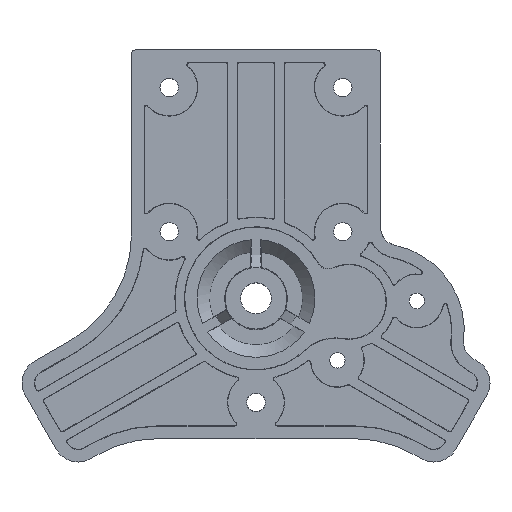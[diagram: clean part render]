
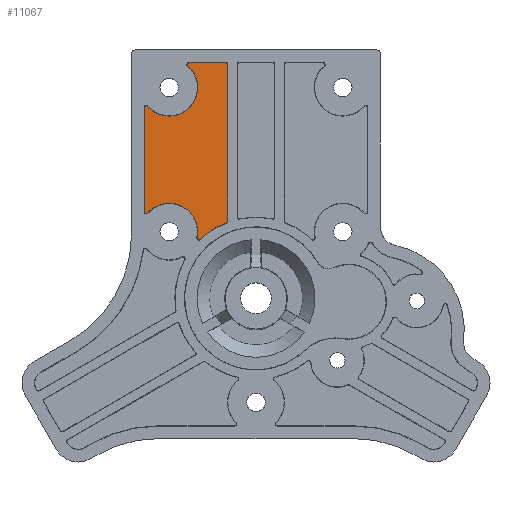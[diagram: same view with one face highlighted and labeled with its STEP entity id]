
A CAD part, top view. The second image highlights one B-rep face of the part: STEP entity #11067.
In plain terms, the highlighted planar face has unit normal (0, 0, 1).
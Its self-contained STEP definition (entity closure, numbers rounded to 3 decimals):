
#412=PLANE('',#12159);
#787=FACE_OUTER_BOUND('',#1434,.T.);
#1434=EDGE_LOOP('',(#8375,#8376,#8377,#8378,#8379,#8380,#8381,#8382,#8383,
#8384,#8385,#8386));
#2165=LINE('',#18344,#3023);
#2166=LINE('',#18346,#3024);
#2171=LINE('',#18363,#3029);
#3023=VECTOR('',#14572,1000.);
#3024=VECTOR('',#14575,1000.);
#3029=VECTOR('',#14598,1000.);
#3813=CIRCLE('',#11902,0.3);
#3816=CIRCLE('',#11906,0.3);
#3820=CIRCLE('',#11912,0.3);
#3852=CIRCLE('',#11960,0.3);
#3860=CIRCLE('',#11972,0.3);
#3882=CIRCLE('',#12005,0.3);
#4008=CIRCLE('',#12160,4.6);
#4009=CIRCLE('',#12161,13.1);
#4010=CIRCLE('',#12162,4.6);
#4698=VERTEX_POINT('',#17650);
#4699=VERTEX_POINT('',#17651);
#4704=VERTEX_POINT('',#17662);
#4705=VERTEX_POINT('',#17664);
#4712=VERTEX_POINT('',#17680);
#4713=VERTEX_POINT('',#17682);
#4781=VERTEX_POINT('',#17869);
#4782=VERTEX_POINT('',#17871);
#4797=VERTEX_POINT('',#17905);
#4798=VERTEX_POINT('',#17907);
#4841=VERTEX_POINT('',#18004);
#4842=VERTEX_POINT('',#18006);
#5958=EDGE_CURVE('',#4698,#4699,#3813,.T.);
#5964=EDGE_CURVE('',#4705,#4704,#3816,.T.);
#5972=EDGE_CURVE('',#4713,#4712,#3820,.T.);
#6041=EDGE_CURVE('',#4782,#4781,#3852,.T.);
#6057=EDGE_CURVE('',#4798,#4797,#3860,.T.);
#6101=EDGE_CURVE('',#4842,#4841,#3882,.T.);
#6282=EDGE_CURVE('',#4798,#4781,#2165,.T.);
#6283=EDGE_CURVE('',#4797,#4705,#2166,.T.);
#6290=EDGE_CURVE('',#4842,#4712,#4008,.T.);
#6291=EDGE_CURVE('',#4782,#4841,#4009,.T.);
#6292=EDGE_CURVE('',#4698,#4704,#4010,.T.);
#6293=EDGE_CURVE('',#4699,#4713,#2171,.T.);
#8375=ORIENTED_EDGE('',*,*,#6290,.F.);
#8376=ORIENTED_EDGE('',*,*,#6101,.T.);
#8377=ORIENTED_EDGE('',*,*,#6291,.F.);
#8378=ORIENTED_EDGE('',*,*,#6041,.T.);
#8379=ORIENTED_EDGE('',*,*,#6282,.F.);
#8380=ORIENTED_EDGE('',*,*,#6057,.T.);
#8381=ORIENTED_EDGE('',*,*,#6283,.T.);
#8382=ORIENTED_EDGE('',*,*,#5964,.T.);
#8383=ORIENTED_EDGE('',*,*,#6292,.F.);
#8384=ORIENTED_EDGE('',*,*,#5958,.T.);
#8385=ORIENTED_EDGE('',*,*,#6293,.T.);
#8386=ORIENTED_EDGE('',*,*,#5972,.T.);
#11067=ADVANCED_FACE('',(#787),#412,.T.);
#11902=AXIS2_PLACEMENT_3D('',#17652,#13944,#13945);
#11906=AXIS2_PLACEMENT_3D('',#17665,#13955,#13956);
#11912=AXIS2_PLACEMENT_3D('',#17683,#13971,#13972);
#11960=AXIS2_PLACEMENT_3D('',#17872,#14099,#14100);
#11972=AXIS2_PLACEMENT_3D('',#17908,#14131,#14132);
#12005=AXIS2_PLACEMENT_3D('',#18007,#14219,#14220);
#12159=AXIS2_PLACEMENT_3D('',#18359,#14590,#14591);
#12160=AXIS2_PLACEMENT_3D('',#18360,#14592,#14593);
#12161=AXIS2_PLACEMENT_3D('',#18361,#14594,#14595);
#12162=AXIS2_PLACEMENT_3D('',#18362,#14596,#14597);
#13944=DIRECTION('center_axis',(0.,0.,1.));
#13945=DIRECTION('ref_axis',(1.,0.,0.));
#13955=DIRECTION('center_axis',(0.,0.,1.));
#13956=DIRECTION('ref_axis',(1.,0.,0.));
#13971=DIRECTION('center_axis',(0.,0.,1.));
#13972=DIRECTION('ref_axis',(1.,0.,0.));
#14099=DIRECTION('center_axis',(0.,0.,1.));
#14100=DIRECTION('ref_axis',(1.,0.,0.));
#14131=DIRECTION('center_axis',(0.,0.,1.));
#14132=DIRECTION('ref_axis',(1.,0.,0.));
#14219=DIRECTION('center_axis',(0.,0.,1.));
#14220=DIRECTION('ref_axis',(1.,0.,0.));
#14572=DIRECTION('',(0.,-1.,0.));
#14575=DIRECTION('',(-1.,0.,0.));
#14590=DIRECTION('center_axis',(0.,0.,1.));
#14591=DIRECTION('ref_axis',(1.,0.,0.));
#14592=DIRECTION('center_axis',(0.,0.,1.));
#14593=DIRECTION('ref_axis',(1.,0.,0.));
#14594=DIRECTION('center_axis',(0.,0.,1.));
#14595=DIRECTION('ref_axis',(1.,0.,0.));
#14596=DIRECTION('center_axis',(0.,0.,1.));
#14597=DIRECTION('ref_axis',(1.,0.,0.));
#14598=DIRECTION('',(0.,-1.,0.));
#17650=CARTESIAN_POINT('',(-17.473,30.984,2.));
#17651=CARTESIAN_POINT('',(-18.,30.788,2.));
#17652=CARTESIAN_POINT('Origin',(-17.7,30.788,2.));
#17662=CARTESIAN_POINT('',(-10.984,37.473,2.));
#17664=CARTESIAN_POINT('',(-10.788,38.,2.));
#17665=CARTESIAN_POINT('Origin',(-10.788,37.7,2.));
#17680=CARTESIAN_POINT('',(-17.473,13.766,2.));
#17682=CARTESIAN_POINT('',(-18.,13.962,2.));
#17683=CARTESIAN_POINT('Origin',(-17.7,13.962,2.));
#17869=CARTESIAN_POINT('',(-4.6,12.472,2.));
#17871=CARTESIAN_POINT('',(-4.79,12.193,2.));
#17872=CARTESIAN_POINT('Origin',(-4.9,12.472,2.));
#17905=CARTESIAN_POINT('',(-4.9,38.,2.));
#17907=CARTESIAN_POINT('',(-4.6,37.7,2.));
#17908=CARTESIAN_POINT('Origin',(-4.9,37.7,2.));
#18004=CARTESIAN_POINT('',(-9.,9.519,2.));
#18006=CARTESIAN_POINT('',(-9.499,9.799,2.));
#18007=CARTESIAN_POINT('Origin',(-9.206,9.737,2.));
#18344=CARTESIAN_POINT('',(-4.6,0.,2.));
#18346=CARTESIAN_POINT('',(0.,38.,2.));
#18359=CARTESIAN_POINT('Origin',(0.,0.,2.));
#18360=CARTESIAN_POINT('Origin',(-14.,10.75,2.));
#18361=CARTESIAN_POINT('Origin',(0.,0.,2.));
#18362=CARTESIAN_POINT('Origin',(-14.,34.,2.));
#18363=CARTESIAN_POINT('',(-18.,0.,2.));
